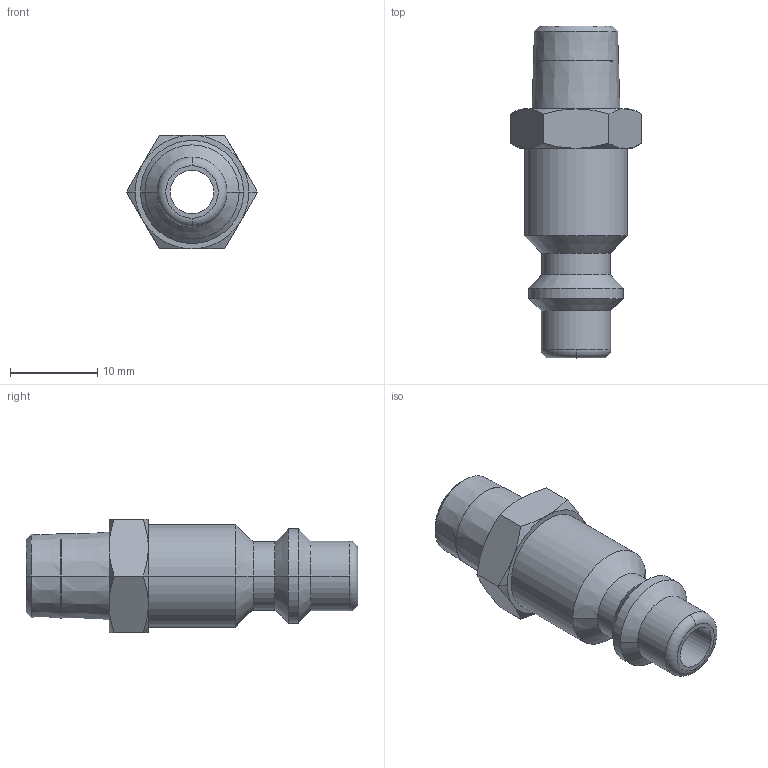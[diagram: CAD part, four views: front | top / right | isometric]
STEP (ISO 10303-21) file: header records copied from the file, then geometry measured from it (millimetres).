
FILE_DESCRIPTION(('STEP AP242'),'1');
FILE_NAME('esa_18_na.stp','2020-11-23T09:45:25',('TraceParts'),('TraceParts S.A.'),'Spatial InterOp 3D',' ',' ');
FILE_SCHEMA(('AP242_MANAGED_MODEL_BASED_3D_ENGINEERING_MIM_LF {1 0 10303 442 1 1 4}'));
Length unit declared in the file: millimetre
Products named in the file (1): esa_18_na
Bounding box: 15.01 x 38 x 13 mm (x, y, z)
Volume: 2558.4 mm3; surface area: 2091.1 mm2
Topology: 1 solids, 1 shells, 54 faces, 114 edges, 66 vertices
Faces by surface type: cone 28, cylinder 12, plane 12, torus 2
Entity records: 1862 total; most frequent: CARTESIAN_POINT 283, DIRECTION 256, ORIENTED_EDGE 228, EDGE_CURVE 114, AXIS2_PLACEMENT_3D 111, VERTEX_POINT 66, EDGE_LOOP 60, CIRCLE 56
